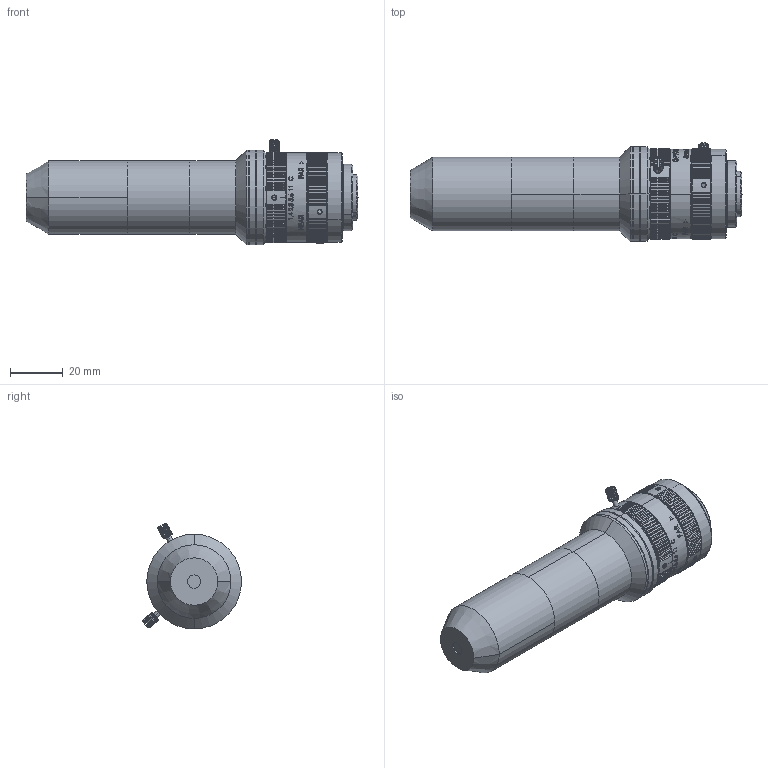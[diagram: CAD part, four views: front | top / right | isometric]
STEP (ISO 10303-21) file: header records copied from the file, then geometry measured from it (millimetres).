
FILE_DESCRIPTION (( 'STEP AP203' ), '1' );
FILE_NAME ('DP33109-A_PCHIL013.step', '2023-12-06T11:25:39', ( '' ), ( '' ), 'SwSTEP 2.0', 'SolidWorks 2021', '' );
FILE_SCHEMA (( 'CONFIG_CONTROL_DESIGN' ));
Products named in the file (1): DP33109-A_PCHIL013
Bounding box: 126.22 x 37.61 x 40.23 mm (x, y, z)
Surface area: 19472.2 mm2 (no closed solid volume)
Topology: 0 solids, 25 shells, 1315 faces, 4543 edges, 3188 vertices
Faces by surface type: plane 559, cone 339, cylinder 309, bspline 100, torus 6, sphere 2
Entity records: 63799 total; most frequent: CARTESIAN_POINT 27138, ORIENTED_EDGE 7960, DIRECTION 6619, EDGE_CURVE 4540, VERTEX_POINT 3187, AXIS2_PLACEMENT_3D 2397, LINE 1825, VECTOR 1825
